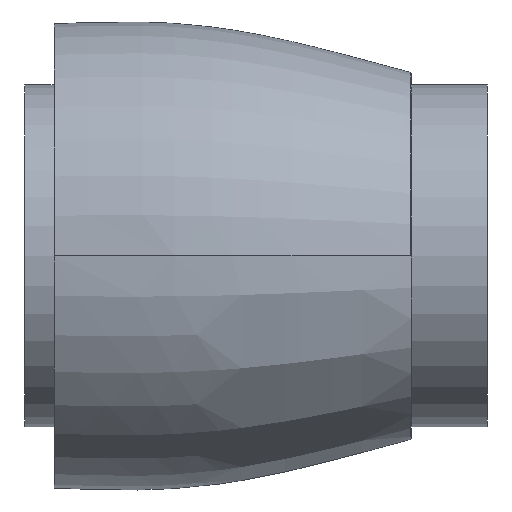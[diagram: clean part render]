
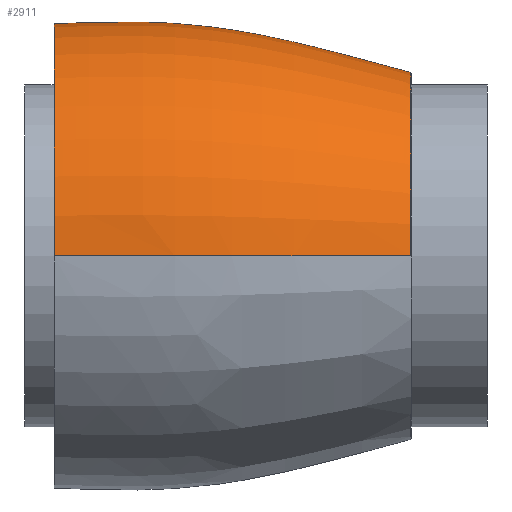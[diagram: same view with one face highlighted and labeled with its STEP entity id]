
A CAD part, left-side view. The second image highlights one B-rep face of the part: STEP entity #2911.
In plain terms, the highlighted face is a revolution surface.
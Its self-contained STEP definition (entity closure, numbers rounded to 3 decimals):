
#54=CARTESIAN_POINT('',(579.42,32.749,995.));
#55=CARTESIAN_POINT('',(579.42,32.749,996.39));
#56=CARTESIAN_POINT('',(579.281,32.574,999.225));
#57=CARTESIAN_POINT('',(578.599,31.712,1003.585));
#58=CARTESIAN_POINT('',(577.431,30.217,1007.906));
#59=CARTESIAN_POINT('',(576.356,28.804,1010.662));
#60=CARTESIAN_POINT('',(575.749,27.994,1011.997));
#104=CARTESIAN_POINT('',(500.622,34.,995.));
#105=CARTESIAN_POINT('',(500.605,33.5,995.));
#106=CARTESIAN_POINT('',(500.564,32.333,995.));
#107=CARTESIAN_POINT('',(500.375,26.955,995.));
#108=CARTESIAN_POINT('',(500.106,17.858,995.));
#109=CARTESIAN_POINT('',(501.184,5.221,995.));
#110=CARTESIAN_POINT('',(503.714,-7.259,995.));
#111=CARTESIAN_POINT('',(506.537,-17.768,995.));
#112=CARTESIAN_POINT('',(508.257,-24.19,995.));
#113=CARTESIAN_POINT('',(508.885,-26.534,995.));
#154=CARTESIAN_POINT('',(579.378,34.,995.));
#155=CARTESIAN_POINT('',(579.392,33.583,995.));
#156=CARTESIAN_POINT('',(579.406,33.166,995.));
#157=CARTESIAN_POINT('',(579.42,32.749,995.));
#169=CARTESIAN_POINT('',(540.,34.,995.));
#170=DIRECTION('',(0.,1.,0.));
#171=DIRECTION('',(0.,0.,1.));
#172=AXIS2_PLACEMENT_3D('',#169,#170,#171);
#174=CARTESIAN_POINT('',(540.,34.,995.));
#175=DIRECTION('',(0.,1.,0.));
#176=DIRECTION('',(-1.,0.,0.));
#177=AXIS2_PLACEMENT_3D('',#174,#175,#176);
#324=CARTESIAN_POINT('',(570.376,-26.534,1001.74));
#331=CARTESIAN_POINT('',(570.,-25.302,1004.424));
#332=CARTESIAN_POINT('',(570.048,-25.463,1004.128));
#333=CARTESIAN_POINT('',(570.139,-25.769,1003.532));
#334=CARTESIAN_POINT('',(570.265,-26.179,1002.638));
#335=CARTESIAN_POINT('',(570.341,-26.421,1002.039));
#336=CARTESIAN_POINT('',(570.376,-26.534,1001.74));
#348=CARTESIAN_POINT('',(575.749,27.994,1011.997));
#349=CARTESIAN_POINT('',(575.266,26.757,1013.101));
#350=CARTESIAN_POINT('',(574.264,24.095,1015.11));
#351=CARTESIAN_POINT('',(572.764,19.683,1017.498));
#352=CARTESIAN_POINT('',(571.311,14.931,1019.218));
#353=CARTESIAN_POINT('',(570.414,11.569,1019.911));
#354=CARTESIAN_POINT('',(569.999,9.855,1020.137));
#1157=CARTESIAN_POINT('',(570.,-25.302,1004.424));
#1158=CARTESIAN_POINT('',(569.721,-24.807,1005.752));
#1159=CARTESIAN_POINT('',(569.08,-23.634,1008.26));
#1160=CARTESIAN_POINT('',(568.011,-21.463,1011.531));
#1161=CARTESIAN_POINT('',(566.949,-18.933,1014.372));
#1162=CARTESIAN_POINT('',(566.012,-16.065,1016.809));
#1163=CARTESIAN_POINT('',(565.323,-12.874,1018.833));
#1164=CARTESIAN_POINT('',(565.007,-9.424,1020.398));
#1165=CARTESIAN_POINT('',(565.148,-5.724,1021.481));
#1166=CARTESIAN_POINT('',(565.779,-1.878,1022.028));
#1167=CARTESIAN_POINT('',(566.845,2.009,1022.019));
#1168=CARTESIAN_POINT('',(568.262,5.923,1021.445));
#1169=CARTESIAN_POINT('',(569.4,8.552,1020.648));
#1170=CARTESIAN_POINT('',(569.999,9.855,1020.137));
#1172=CARTESIAN_POINT('',(540.,-26.534,995.));
#1173=DIRECTION('',(0.,1.,0.));
#1174=DIRECTION('',(-1.,0.,0.));
#1175=AXIS2_PLACEMENT_3D('',#1172,#1173,#1174);
#1187=VERTEX_POINT('',#324);
#1204=CARTESIAN_POINT('',(570.,-25.302,1004.424));
#1206=VERTEX_POINT('',#1204);
#1207=CARTESIAN_POINT('',(570.,9.855,1020.137));
#1208=VERTEX_POINT('',#1207);
#1386=VERTEX_POINT('',#154);
#1387=VERTEX_POINT('',#157);
#1388=VERTEX_POINT('',#104);
#1389=VERTEX_POINT('',#113);
#1390=CARTESIAN_POINT('',(540.,34.,1034.378));
#1391=VERTEX_POINT('',#1390);
#1392=VERTEX_POINT('',#348);
#2882=CARTESIAN_POINT('',(500.644,34.614,995.));
#2883=CARTESIAN_POINT('',(500.637,34.41,995.));
#2884=CARTESIAN_POINT('',(500.612,33.705,995.));
#2885=CARTESIAN_POINT('',(500.564,32.333,995.));
#2886=CARTESIAN_POINT('',(500.375,26.955,995.));
#2887=CARTESIAN_POINT('',(500.106,17.858,995.));
#2888=CARTESIAN_POINT('',(501.184,5.221,995.));
#2889=CARTESIAN_POINT('',(503.714,-7.259,995.));
#2890=CARTESIAN_POINT('',(506.537,-17.768,995.));
#2891=CARTESIAN_POINT('',(508.31,-24.388,995.));
#2892=CARTESIAN_POINT('',(508.991,-26.93,995.));
#2893=CARTESIAN_POINT('',(509.044,-27.128,995.));
#2895=CARTESIAN_POINT('',(540.,0.,995.));
#2896=DIRECTION('',(0.,1.,0.));
#2897=AXIS1_PLACEMENT('',#2895,#2896);
#2898=SURFACE_OF_REVOLUTION('',#2894,#2897);
#2899=ORIENTED_EDGE('',*,*,#1626,.T.);
#2900=ORIENTED_EDGE('',*,*,#1624,.T.);
#2901=ORIENTED_EDGE('',*,*,#1612,.T.);
#2902=ORIENTED_EDGE('',*,*,#1493,.T.);
#2903=ORIENTED_EDGE('',*,*,#1810,.T.);
#2905=ORIENTED_EDGE('',*,*,#2904,.F.);
#2906=ORIENTED_EDGE('',*,*,#1804,.T.);
#2907=ORIENTED_EDGE('',*,*,#1746,.F.);
#2908=ORIENTED_EDGE('',*,*,#1595,.F.);
#2909=EDGE_LOOP('',(#2899,#2900,#2901,#2902,#2903,#2905,#2906,#2907,#2908));
#2910=FACE_OUTER_BOUND('',#2909,.F.);
#2911=ADVANCED_FACE('',(#2910),#2898,.F.);
#61=B_SPLINE_CURVE_WITH_KNOTS('',3,(#54,#55,#56,#57,#58,#59,#60),.UNSPECIFIED.,
.F.,.F.,(4,1,1,1,4),(0.,0.25,0.5,0.75,1.),.UNSPECIFIED.);
#114=B_SPLINE_CURVE_WITH_KNOTS('',3,(#104,#105,#106,#107,#108,#109,#110,#111,
#112,#113),.UNSPECIFIED.,.F.,.F.,(4,1,1,1,1,1,1,4),(0.,0.024,
0.057,0.263,0.469,0.675,
0.881,1.),.UNSPECIFIED.);
#158=B_SPLINE_CURVE_WITH_KNOTS('',3,(#154,#155,#156,#157),.UNSPECIFIED.,.F.,.F.,
(4,4),(0.,1.),.UNSPECIFIED.);
#173=CIRCLE('',#172,39.378);
#178=CIRCLE('',#177,39.378);
#337=B_SPLINE_CURVE_WITH_KNOTS('',3,(#331,#332,#333,#334,#335,#336),
.UNSPECIFIED.,.F.,.F.,(4,1,1,4),(0.,0.333,0.667,1.),
.UNSPECIFIED.);
#355=B_SPLINE_CURVE_WITH_KNOTS('',3,(#348,#349,#350,#351,#352,#353,#354),
.UNSPECIFIED.,.F.,.F.,(4,1,1,1,4),(0.,0.25,0.5,0.75,1.),
.UNSPECIFIED.);
#1171=B_SPLINE_CURVE_WITH_KNOTS('',3,(#1157,#1158,#1159,#1160,#1161,#1162,#1163,
#1164,#1165,#1166,#1167,#1168,#1169,#1170),.UNSPECIFIED.,.F.,.F.,(4,1,1,1,1,1,1,
1,1,1,1,4),(0.,0.091,0.182,0.273,
0.364,0.455,0.545,0.636,
0.727,0.818,0.909,1.),.UNSPECIFIED.);
#1176=CIRCLE('',#1175,31.115);
#1493=EDGE_CURVE('',#1387,#1392,#61,.T.);
#1595=EDGE_CURVE('',#1388,#1389,#114,.T.);
#1612=EDGE_CURVE('',#1386,#1387,#158,.T.);
#1624=EDGE_CURVE('',#1391,#1386,#173,.T.);
#1626=EDGE_CURVE('',#1388,#1391,#178,.T.);
#1746=EDGE_CURVE('',#1389,#1187,#1176,.T.);
#1804=EDGE_CURVE('',#1206,#1187,#337,.T.);
#1810=EDGE_CURVE('',#1392,#1208,#355,.T.);
#2894=B_SPLINE_CURVE_WITH_KNOTS('',3,(#2882,#2883,#2884,#2885,#2886,#2887,#2888,
#2889,#2890,#2891,#2892,#2893),.UNSPECIFIED.,.F.,.F.,(4,1,1,1,1,1,1,1,1,4),
(0.,0.01,0.034,0.066,0.268,
0.47,0.672,0.874,0.99,1.),
.UNSPECIFIED.);
#2904=EDGE_CURVE('',#1206,#1208,#1171,.T.);
